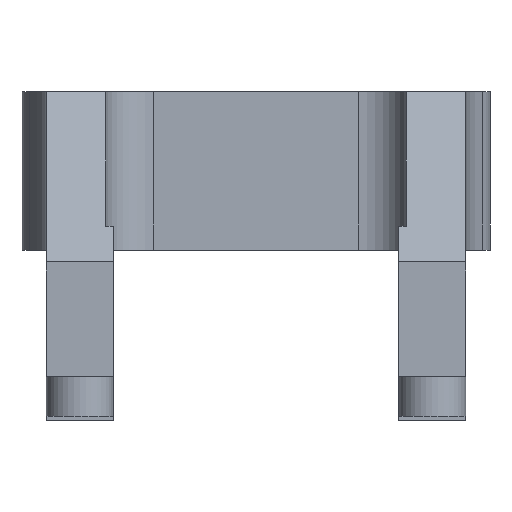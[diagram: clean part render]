
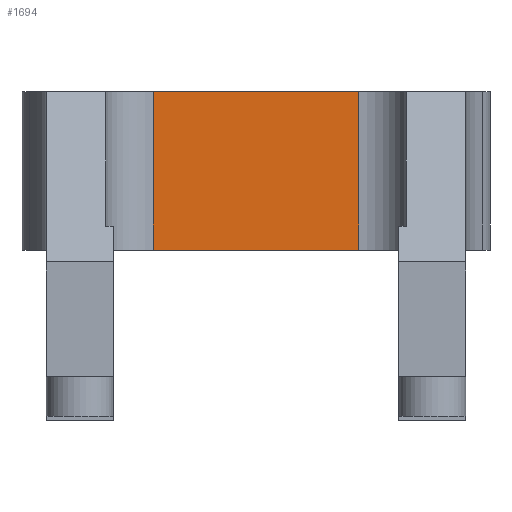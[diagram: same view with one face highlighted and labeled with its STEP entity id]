
A CAD part, front view. The second image highlights one B-rep face of the part: STEP entity #1694.
In plain terms, the highlighted planar face has unit normal (0, -1, 0).
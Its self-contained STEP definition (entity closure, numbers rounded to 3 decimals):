
#41=PLANE('',#1844);
#114=FACE_OUTER_BOUND('',#220,.T.);
#220=EDGE_LOOP('',(#1277,#1278,#1279,#1280));
#311=LINE('',#2481,#501);
#322=LINE('',#2533,#512);
#343=LINE('',#2601,#533);
#345=LINE('',#2604,#535);
#501=VECTOR('',#1979,10.);
#512=VECTOR('',#2026,10.);
#533=VECTOR('',#2099,10.);
#535=VECTOR('',#2103,10.);
#759=VERTEX_POINT('',#2478);
#760=VERTEX_POINT('',#2480);
#782=VERTEX_POINT('',#2530);
#783=VERTEX_POINT('',#2532);
#923=EDGE_CURVE('',#759,#760,#311,.T.);
#949=EDGE_CURVE('',#782,#783,#322,.T.);
#985=EDGE_CURVE('',#760,#782,#343,.T.);
#987=EDGE_CURVE('',#783,#759,#345,.T.);
#1277=ORIENTED_EDGE('',*,*,#985,.F.);
#1278=ORIENTED_EDGE('',*,*,#923,.F.);
#1279=ORIENTED_EDGE('',*,*,#987,.F.);
#1280=ORIENTED_EDGE('',*,*,#949,.F.);
#1694=ADVANCED_FACE('',(#114),#41,.F.);
#1844=AXIS2_PLACEMENT_3D('',#2603,#2101,#2102);
#1979=DIRECTION('',(1.,0.,0.));
#2026=DIRECTION('',(-1.,0.,0.));
#2099=DIRECTION('',(0.,0.,-1.));
#2101=DIRECTION('center_axis',(0.,1.,0.));
#2102=DIRECTION('ref_axis',(-1.,0.,0.));
#2103=DIRECTION('',(0.,0.,1.));
#2478=CARTESIAN_POINT('',(-13.,60.,30.));
#2480=CARTESIAN_POINT('',(13.,60.,30.));
#2481=CARTESIAN_POINT('',(9.5,60.,30.));
#2530=CARTESIAN_POINT('',(13.,60.,10.));
#2532=CARTESIAN_POINT('',(-13.,60.,10.));
#2533=CARTESIAN_POINT('',(9.5,60.,10.));
#2601=CARTESIAN_POINT('',(13.,60.,2.5));
#2603=CARTESIAN_POINT('Origin',(19.,60.,0.));
#2604=CARTESIAN_POINT('',(-13.,60.,0.));
